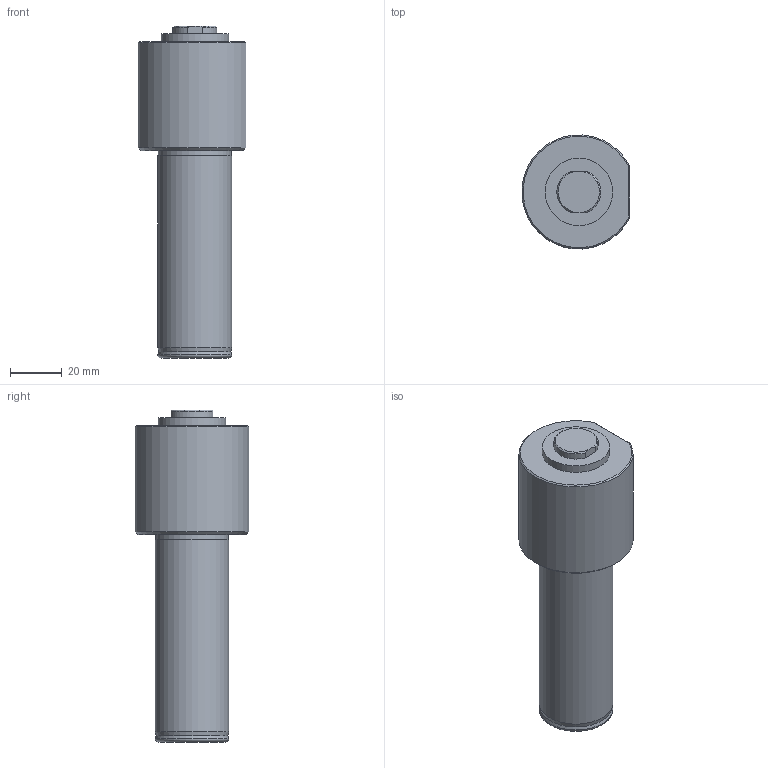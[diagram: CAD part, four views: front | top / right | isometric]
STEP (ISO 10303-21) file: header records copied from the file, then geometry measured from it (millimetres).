
FILE_DESCRIPTION(/* description */ (''),/* implementation_level */ '2;1');
FILE_NAME(/* name */ 'W5190027_B__specification_W5190027_.stp',/* time_stamp */ '2011-03-22T11:41:41+01:00',/* author */ (''),/* organization */ (''),/* preprocessor_version */ 'ST-DEVELOPER v11',/* originating_system */ 'UGS - NX 5.0',/* authorisation */ '');
FILE_SCHEMA (('AUTOMOTIVE_DESIGN { 1 0 10303 214 0 1 1 1 }'));
Length unit declared in the file: millimetre
Products named in the file (1): hees1B91g5wq
Bounding box: 41.62 x 43.89 x 128 mm (x, y, z)
Volume: 115715.9 mm3; surface area: 16181.9 mm2
Topology: 1 solids, 1 shells, 24 faces, 46 edges, 28 vertices
Faces by surface type: plane 11, cylinder 6, cone 6, torus 1
Full cylindrical faces by diameter (mm): 26 x1, 28.1 x1, 28.5 x1
Entity records: 598 total; most frequent: CARTESIAN_POINT 115, DIRECTION 100, ORIENTED_EDGE 78, AXIS2_PLACEMENT_3D 44, EDGE_CURVE 39, EDGE_LOOP 34, VERTEX_POINT 27, ADVANCED_FACE 24
